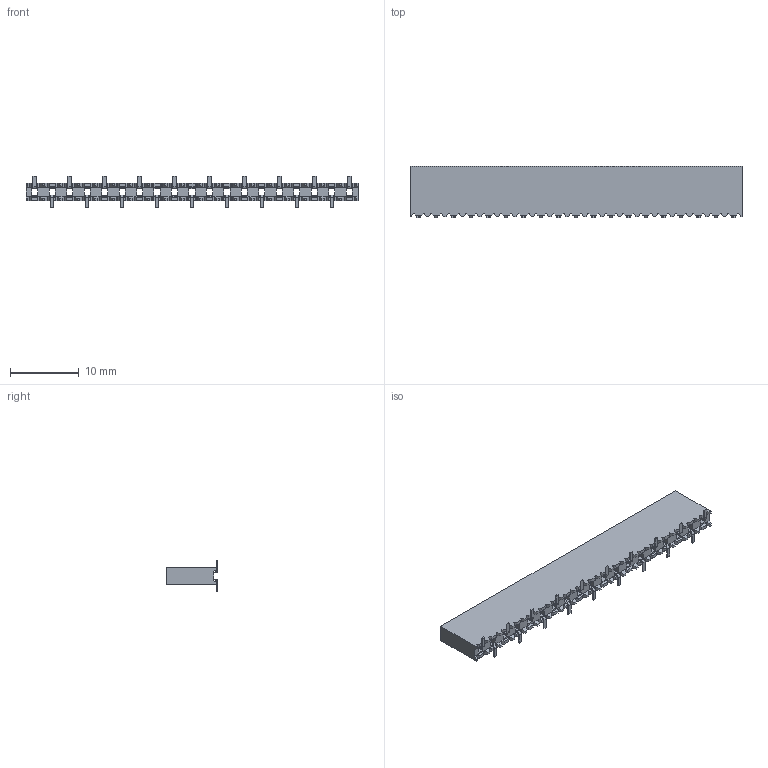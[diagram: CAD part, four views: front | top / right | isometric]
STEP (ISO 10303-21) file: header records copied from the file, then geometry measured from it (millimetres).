
FILE_DESCRIPTION( ( 'STEP AP203' ), '1' );
FILE_NAME( 'SSM-119-L-SV.stp', '2021-10-10T02:36:23', ( 'License CC BY-ND 4.0' ), ( 'CADENAS' ), ' ', 'PARTsolutions', ' ' );
FILE_SCHEMA( ( 'CONFIG_CONTROL_DESIGN' ) );
Length unit declared in the file: inch
Products named in the file (3): SSM-119-L-SV; _SSM-119-L-SV_body; _C-95-0219
Assembly tree (2 placements, depth 2):
  SSM-119-L-SV
    _SSM-119-L-SV_body
    _C-95-0219
Bounding box: 48.26 x 7.49 x 4.57 mm (x, y, z)
Volume: 746.5 mm3; surface area: 1688.6 mm2
Topology: 2 solids, 2 shells, 693 faces, 2064 edges, 1376 vertices
Faces by surface type: plane 655, cylinder 38
Entity records: 23086 total; most frequent: CARTESIAN_POINT 4136, ORIENTED_EDGE 4128, DIRECTION 3532, EDGE_CURVE 2064, LINE 1988, VECTOR 1988, VERTEX_POINT 1376, AXIS2_PLACEMENT_3D 772
